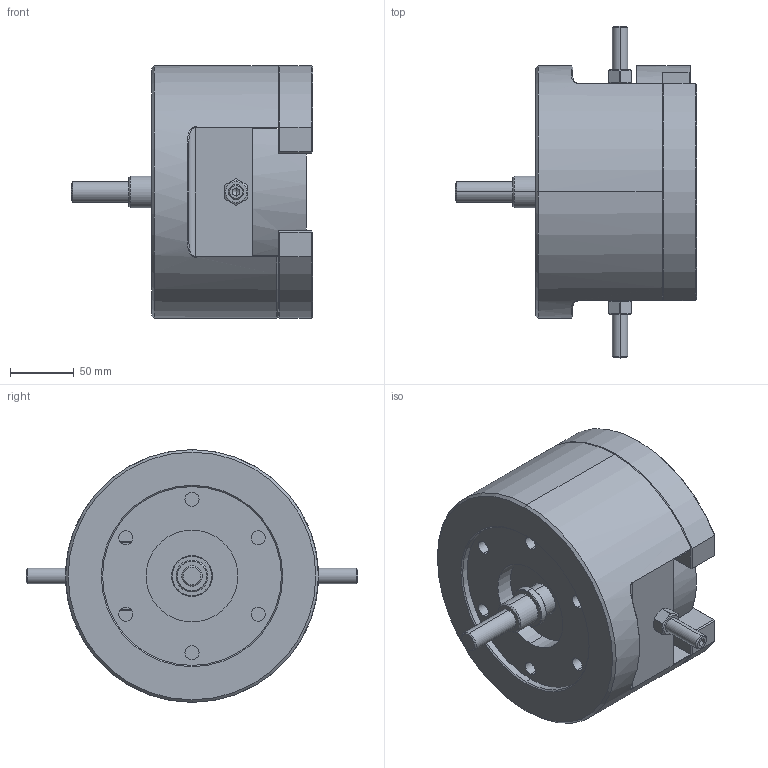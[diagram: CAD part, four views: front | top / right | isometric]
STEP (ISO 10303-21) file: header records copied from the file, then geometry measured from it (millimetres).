
FILE_DESCRIPTION (( 'STEP AP203' ), '1' );
FILE_NAME ('CF-FA-830.STEP', '2019-07-09T07:13:54', ( '' ), ( '' ), 'SwSTEP 2.0', 'SolidWorks 2016', '' );
FILE_SCHEMA (( 'CONFIG_CONTROL_DESIGN' ));
Length unit declared in the file: millimetre
Products named in the file (8): CF-FA-830; CF-FA-830-01000; CF-FA-830-02000; CF-FA-830-03000; CF-FA-830-07000; CF-FA-830-11000; M12六角螺帽; 圓頭內六角螺栓_M8x30
Assembly tree (25 placements, depth 2):
  CF-FA-830
    CF-FA-830-01000
    CF-FA-830-02000
    CF-FA-830-03000  x2
    CF-FA-830-07000
    CF-FA-830-11000  x2
    M12六角螺帽  x2
    圓頭內六角螺栓_M8x30  x16
Bounding box: 189 x 260 x 198 mm (x, y, z)
Volume: 3326058.2 mm3; surface area: 345615.9 mm2
Topology: 25 solids, 25 shells, 863 faces, 2010 edges, 1193 vertices
Faces by surface type: plane 392, cylinder 266, cone 197, bspline 4, torus 4
Entity records: 12644 total; most frequent: CARTESIAN_POINT 2439, DIRECTION 1982, ORIENTED_EDGE 1722, EDGE_CURVE 861, AXIS2_PLACEMENT_3D 780, VERTEX_POINT 545, EDGE_LOOP 468, VECTOR 422
